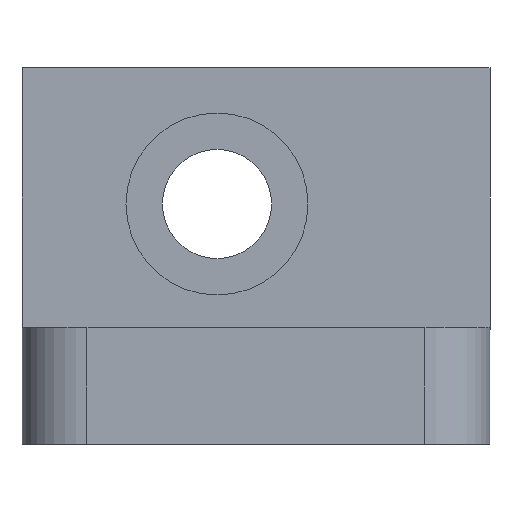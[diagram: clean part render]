
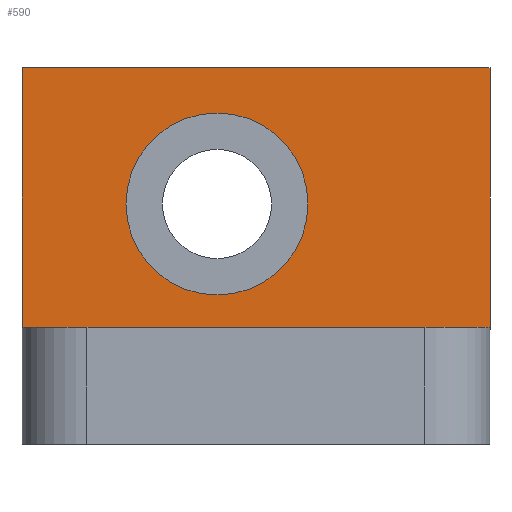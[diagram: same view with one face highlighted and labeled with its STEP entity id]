
A CAD part, left-side view. The second image highlights one B-rep face of the part: STEP entity #590.
In plain terms, the highlighted face is planar.
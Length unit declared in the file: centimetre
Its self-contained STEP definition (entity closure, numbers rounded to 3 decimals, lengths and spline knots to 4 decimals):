
#54=FACE_BOUND('',#167,.T.);
#73=PLANE('',#650);
#105=FACE_OUTER_BOUND('',#166,.T.);
#166=EDGE_LOOP('',(#541,#542,#543,#544));
#167=EDGE_LOOP('',(#545));
#173=LINE('',#843,#217);
#185=LINE('',#885,#229);
#188=LINE('',#890,#232);
#199=LINE('',#926,#243);
#217=VECTOR('',#670,2.);
#229=VECTOR('',#706,2.);
#232=VECTOR('',#711,3.6);
#243=VECTOR('',#746,3.6);
#280=CIRCLE('',#646,0.7);
#288=VERTEX_POINT('',#840);
#289=VERTEX_POINT('',#842);
#306=VERTEX_POINT('',#882);
#307=VERTEX_POINT('',#884);
#334=VERTEX_POINT('',#975);
#343=EDGE_CURVE('',#288,#289,#173,.F.);
#364=EDGE_CURVE('',#306,#307,#185,.F.);
#367=EDGE_CURVE('',#289,#306,#188,.F.);
#384=EDGE_CURVE('',#307,#288,#199,.F.);
#404=EDGE_CURVE('',#334,#334,#280,.T.);
#541=ORIENTED_EDGE('',*,*,#367,.F.);
#542=ORIENTED_EDGE('',*,*,#343,.F.);
#543=ORIENTED_EDGE('',*,*,#384,.F.);
#544=ORIENTED_EDGE('',*,*,#364,.F.);
#545=ORIENTED_EDGE('',*,*,#404,.F.);
#590=ADVANCED_FACE('',(#105,#54),#73,.T.);
#646=AXIS2_PLACEMENT_3D('',#976,#807,#808);
#650=AXIS2_PLACEMENT_3D('',#981,#815,#816);
#670=DIRECTION('',(1.,0.,0.));
#706=DIRECTION('',(-1.,0.,0.));
#711=DIRECTION('',(0.,-1.,0.));
#746=DIRECTION('',(0.,1.,0.));
#807=DIRECTION('center_axis',(0.,0.,1.));
#808=DIRECTION('ref_axis',(0.,1.,0.));
#815=DIRECTION('center_axis',(0.,0.,1.));
#816=DIRECTION('ref_axis',(1.,0.,0.));
#840=CARTESIAN_POINT('',(8.7,-7.6,-0.1));
#842=CARTESIAN_POINT('',(6.7,-7.6,-0.1));
#843=CARTESIAN_POINT('',(6.7,-7.6,-0.1));
#882=CARTESIAN_POINT('',(6.7,-4.,-0.1));
#884=CARTESIAN_POINT('',(8.7,-4.,-0.1));
#885=CARTESIAN_POINT('',(8.7,-4.,-0.1));
#890=CARTESIAN_POINT('',(6.7,-4.,-0.1));
#926=CARTESIAN_POINT('',(8.7,-7.6,-0.1));
#975=CARTESIAN_POINT('',(7.65,-4.8,-0.1));
#976=CARTESIAN_POINT('Origin',(7.65,-5.5,-0.1));
#981=CARTESIAN_POINT('Origin',(7.7,-7.6,-0.1));
